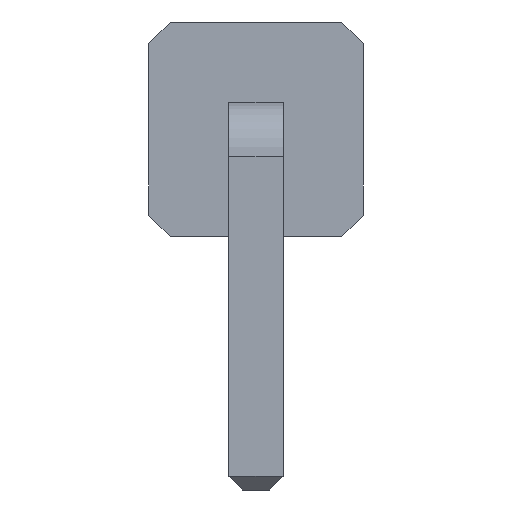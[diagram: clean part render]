
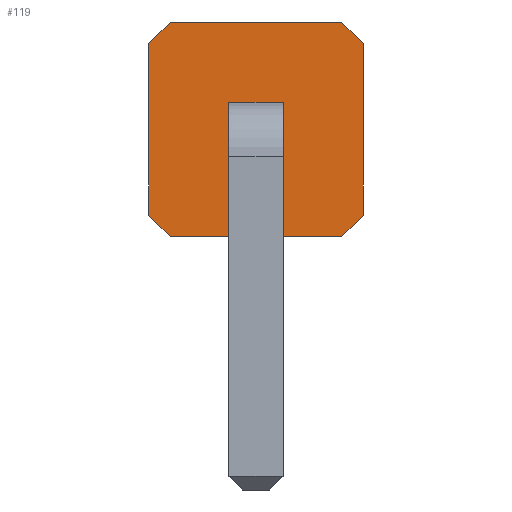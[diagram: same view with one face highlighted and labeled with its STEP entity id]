
A CAD part, left-side view. The second image highlights one B-rep face of the part: STEP entity #119.
In plain terms, the highlighted planar face has unit normal (-1, 0, 0).
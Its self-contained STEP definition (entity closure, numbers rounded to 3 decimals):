
#22 = VERTEX_POINT('',#23);
#23 = CARTESIAN_POINT('',(1.5,1.27,0.254));
#40 = VERTEX_POINT('',#41);
#41 = CARTESIAN_POINT('',(1.5,1.016,0.));
#47 = EDGE_CURVE('',#22,#40,#48,.T.);
#48 = LINE('',#49,#50);
#49 = CARTESIAN_POINT('',(1.5,1.27,0.254));
#50 = VECTOR('',#51,1.);
#51 = DIRECTION('',(0.,-0.707,-0.707));
#62 = VERTEX_POINT('',#63);
#63 = CARTESIAN_POINT('',(1.5,1.27,2.286));
#78 = EDGE_CURVE('',#62,#22,#79,.T.);
#79 = LINE('',#80,#81);
#80 = CARTESIAN_POINT('',(1.5,1.27,2.286));
#81 = VECTOR('',#82,1.);
#82 = DIRECTION('',(0.,0.,-1.));
#102 = VERTEX_POINT('',#103);
#103 = CARTESIAN_POINT('',(1.5,-1.016,0.));
#109 = EDGE_CURVE('',#40,#102,#110,.T.);
#110 = LINE('',#111,#112);
#111 = CARTESIAN_POINT('',(1.5,1.016,0.));
#112 = VECTOR('',#113,1.);
#113 = DIRECTION('',(0.,-1.,0.));
#119 = ADVANCED_FACE('',(#120,#163),#197,.F.);
#120 = FACE_BOUND('',#121,.F.);
#121 = EDGE_LOOP('',(#122,#123,#124,#132,#140,#148,#156,#162));
#122 = ORIENTED_EDGE('',*,*,#47,.F.);
#123 = ORIENTED_EDGE('',*,*,#78,.F.);
#124 = ORIENTED_EDGE('',*,*,#125,.F.);
#125 = EDGE_CURVE('',#126,#62,#128,.T.);
#126 = VERTEX_POINT('',#127);
#127 = CARTESIAN_POINT('',(1.5,1.016,2.54));
#128 = LINE('',#129,#130);
#129 = CARTESIAN_POINT('',(1.5,1.016,2.54));
#130 = VECTOR('',#131,1.);
#131 = DIRECTION('',(0.,0.707,-0.707));
#132 = ORIENTED_EDGE('',*,*,#133,.F.);
#133 = EDGE_CURVE('',#134,#126,#136,.T.);
#134 = VERTEX_POINT('',#135);
#135 = CARTESIAN_POINT('',(1.5,-1.016,2.54));
#136 = LINE('',#137,#138);
#137 = CARTESIAN_POINT('',(1.5,-1.016,2.54));
#138 = VECTOR('',#139,1.);
#139 = DIRECTION('',(0.,1.,0.));
#140 = ORIENTED_EDGE('',*,*,#141,.F.);
#141 = EDGE_CURVE('',#142,#134,#144,.T.);
#142 = VERTEX_POINT('',#143);
#143 = CARTESIAN_POINT('',(1.5,-1.27,2.286));
#144 = LINE('',#145,#146);
#145 = CARTESIAN_POINT('',(1.5,-1.27,2.286));
#146 = VECTOR('',#147,1.);
#147 = DIRECTION('',(0.,0.707,0.707));
#148 = ORIENTED_EDGE('',*,*,#149,.F.);
#149 = EDGE_CURVE('',#150,#142,#152,.T.);
#150 = VERTEX_POINT('',#151);
#151 = CARTESIAN_POINT('',(1.5,-1.27,0.254));
#152 = LINE('',#153,#154);
#153 = CARTESIAN_POINT('',(1.5,-1.27,0.254));
#154 = VECTOR('',#155,1.);
#155 = DIRECTION('',(0.,0.,1.));
#156 = ORIENTED_EDGE('',*,*,#157,.F.);
#157 = EDGE_CURVE('',#102,#150,#158,.T.);
#158 = LINE('',#159,#160);
#159 = CARTESIAN_POINT('',(1.5,-1.016,0.));
#160 = VECTOR('',#161,1.);
#161 = DIRECTION('',(0.,-0.707,0.707));
#162 = ORIENTED_EDGE('',*,*,#109,.F.);
#163 = FACE_BOUND('',#164,.F.);
#164 = EDGE_LOOP('',(#165,#175,#183,#191));
#165 = ORIENTED_EDGE('',*,*,#166,.F.);
#166 = EDGE_CURVE('',#167,#169,#171,.T.);
#167 = VERTEX_POINT('',#168);
#168 = CARTESIAN_POINT('',(1.5,0.32,1.59));
#169 = VERTEX_POINT('',#170);
#170 = CARTESIAN_POINT('',(1.5,-0.32,1.59));
#171 = LINE('',#172,#173);
#172 = CARTESIAN_POINT('',(1.5,0.795,1.59));
#173 = VECTOR('',#174,1.);
#174 = DIRECTION('',(0.,-1.,0.));
#175 = ORIENTED_EDGE('',*,*,#176,.T.);
#176 = EDGE_CURVE('',#167,#177,#179,.T.);
#177 = VERTEX_POINT('',#178);
#178 = CARTESIAN_POINT('',(1.5,0.32,0.95));
#179 = LINE('',#180,#181);
#180 = CARTESIAN_POINT('',(1.5,0.32,0.922));
#181 = VECTOR('',#182,1.);
#182 = DIRECTION('',(0.,0.,-1.));
#183 = ORIENTED_EDGE('',*,*,#184,.F.);
#184 = EDGE_CURVE('',#185,#177,#187,.T.);
#185 = VERTEX_POINT('',#186);
#186 = CARTESIAN_POINT('',(1.5,-0.32,0.95));
#187 = LINE('',#188,#189);
#188 = CARTESIAN_POINT('',(1.5,0.795,0.95));
#189 = VECTOR('',#190,1.);
#190 = DIRECTION('',(0.,1.,0.));
#191 = ORIENTED_EDGE('',*,*,#192,.F.);
#192 = EDGE_CURVE('',#169,#185,#193,.T.);
#193 = LINE('',#194,#195);
#194 = CARTESIAN_POINT('',(1.5,-0.32,0.922));
#195 = VECTOR('',#196,1.);
#196 = DIRECTION('',(0.,0.,-1.));
#197 = PLANE('',#198);
#198 = AXIS2_PLACEMENT_3D('',#199,#200,#201);
#199 = CARTESIAN_POINT('',(1.5,1.27,0.254));
#200 = DIRECTION('',(1.,0.,0.));
#201 = DIRECTION('',(0.,0.,1.));
